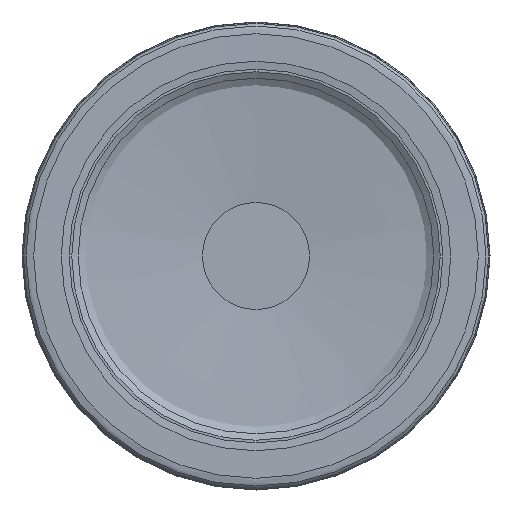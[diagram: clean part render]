
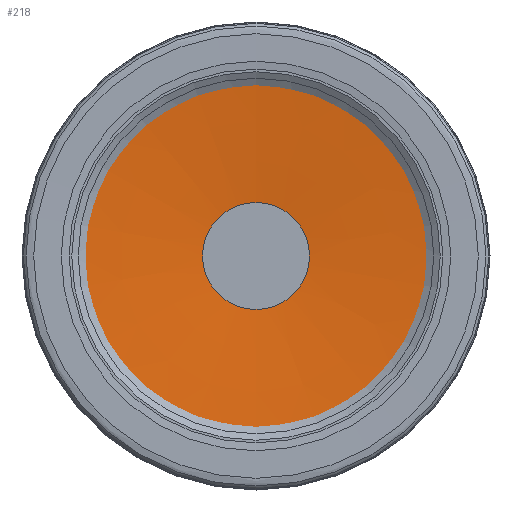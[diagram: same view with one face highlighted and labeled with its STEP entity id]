
A CAD part, left-side view. The second image highlights one B-rep face of the part: STEP entity #218.
In plain terms, the highlighted conical face has half-angle 85 degrees and reference radius 13.289 mm.
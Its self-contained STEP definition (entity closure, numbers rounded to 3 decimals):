
#191=CONICAL_SURFACE('',#616,13.289,85.);
#218=ADVANCED_FACE('',(#270,#271),#191,.F.);
#270=FACE_BOUND('',#346,.T.);
#271=FACE_BOUND('',#347,.T.);
#346=EDGE_LOOP('',(#422));
#347=EDGE_LOOP('',(#423));
#422=ORIENTED_EDGE('',*,*,#525,.F.);
#423=ORIENTED_EDGE('',*,*,#526,.T.);
#487=VERTEX_POINT('',#839);
#488=VERTEX_POINT('',#842);
#525=EDGE_CURVE('',#487,#487,#563,.T.);
#526=EDGE_CURVE('',#488,#488,#564,.T.);
#563=CIRCLE('',#613,4.);
#564=CIRCLE('',#615,13.289);
#613=AXIS2_PLACEMENT_3D('',#838,#704,#705);
#615=AXIS2_PLACEMENT_3D('',#841,#708,#709);
#616=AXIS2_PLACEMENT_3D('',#843,#710,#711);
#704=DIRECTION('',(-1.,0.,0.));
#705=DIRECTION('',(0.,0.,1.));
#708=DIRECTION('',(-1.,0.,0.));
#709=DIRECTION('',(0.,0.,1.));
#710=DIRECTION('',(-1.,0.,0.));
#711=DIRECTION('',(0.,0.,1.));
#838=CARTESIAN_POINT('',(1.513,0.,0.));
#839=CARTESIAN_POINT('',(1.513,0.,4.));
#841=CARTESIAN_POINT('',(0.7,0.,0.));
#842=CARTESIAN_POINT('',(0.7,0.,13.289));
#843=CARTESIAN_POINT('',(0.7,0.,0.));
